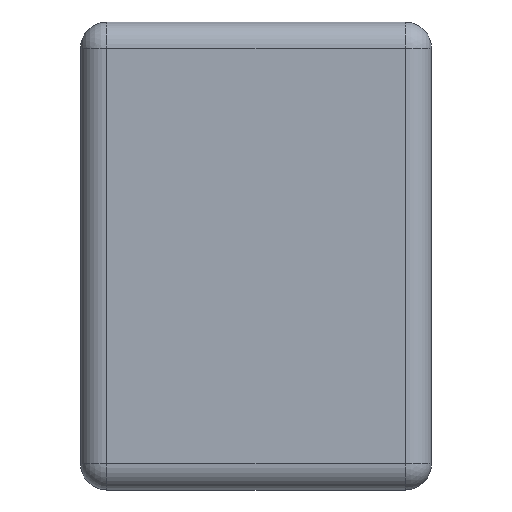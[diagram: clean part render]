
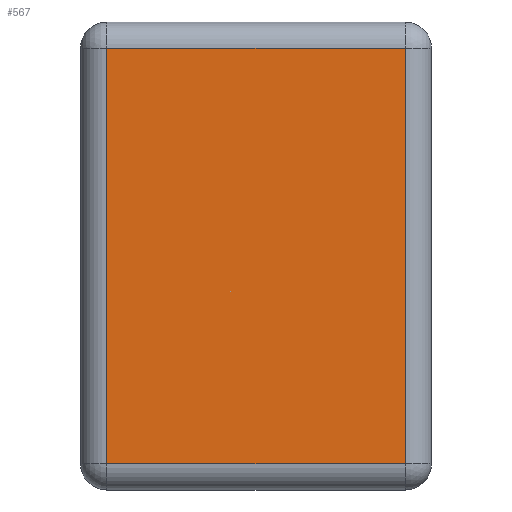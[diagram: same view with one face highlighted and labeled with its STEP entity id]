
A CAD part, left-side view. The second image highlights one B-rep face of the part: STEP entity #567.
In plain terms, the highlighted planar face has unit normal (-1, 0, 0).
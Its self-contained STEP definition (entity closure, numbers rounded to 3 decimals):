
#224 = VERTEX_POINT ( 'NONE', #956 ) ;
#228 = EDGE_CURVE ( 'NONE', #439, #1044, #811, .T. ) ;
#263 = CARTESIAN_POINT ( 'NONE',  ( -2.25, 0.112, -1. ) ) ;
#311 = DIRECTION ( 'NONE',  ( 0., 1., 0. ) ) ;
#357 = CARTESIAN_POINT ( 'NONE',  ( -2.25, 1.5, -0.887 ) ) ;
#402 = LINE ( 'NONE', #1002, #909 ) ;
#439 = VERTEX_POINT ( 'NONE', #888 ) ;
#521 = CARTESIAN_POINT ( 'NONE',  ( -2.25, 0.112, 0.888 ) ) ;
#545 = VECTOR ( 'NONE', #1184, 1000. ) ;
#567 = ADVANCED_FACE ( 'NONE', ( #1165 ), #700, .F. ) ;
#605 = VECTOR ( 'NONE', #829, 1000. ) ;
#625 = CARTESIAN_POINT ( 'NONE',  ( -2.25, 1.387, -1. ) ) ;
#629 = ORIENTED_EDGE ( 'NONE', *, *, #778, .T. ) ;
#651 = VECTOR ( 'NONE', #674, 1000. ) ;
#674 = DIRECTION ( 'NONE',  ( 0., -1., 0. ) ) ;
#689 = ORIENTED_EDGE ( 'NONE', *, *, #1065, .T. ) ;
#700 = PLANE ( 'NONE',  #1034 ) ;
#710 = EDGE_CURVE ( 'NONE', #1044, #1259, #402, .T. ) ;
#735 = EDGE_LOOP ( 'NONE', ( #689, #629, #930, #1279 ) ) ;
#769 = CARTESIAN_POINT ( 'NONE',  ( -2.25, 1.387, 0.888 ) ) ;
#778 = EDGE_CURVE ( 'NONE', #224, #439, #1055, .T. ) ;
#807 = CARTESIAN_POINT ( 'NONE',  ( -2.25, 1.5, -1. ) ) ;
#811 = LINE ( 'NONE', #263, #545 ) ;
#829 = DIRECTION ( 'NONE',  ( 0., 0., -1. ) ) ;
#888 = CARTESIAN_POINT ( 'NONE',  ( -2.25, 0.112, -0.887 ) ) ;
#909 = VECTOR ( 'NONE', #311, 1000. ) ;
#930 = ORIENTED_EDGE ( 'NONE', *, *, #228, .T. ) ;
#956 = CARTESIAN_POINT ( 'NONE',  ( -2.25, 1.387, -0.887 ) ) ;
#1002 = CARTESIAN_POINT ( 'NONE',  ( -2.25, 1.5, 0.888 ) ) ;
#1034 = AXIS2_PLACEMENT_3D ( 'NONE', #807, #1208, #1194 ) ;
#1044 = VERTEX_POINT ( 'NONE', #521 ) ;
#1055 = LINE ( 'NONE', #357, #651 ) ;
#1065 = EDGE_CURVE ( 'NONE', #1259, #224, #1091, .T. ) ;
#1091 = LINE ( 'NONE', #625, #605 ) ;
#1165 = FACE_OUTER_BOUND ( 'NONE', #735, .T. ) ;
#1184 = DIRECTION ( 'NONE',  ( 0., 0., 1. ) ) ;
#1194 = DIRECTION ( 'NONE',  ( 0., 0., -1. ) ) ;
#1208 = DIRECTION ( 'NONE',  ( 1., 0., 0. ) ) ;
#1259 = VERTEX_POINT ( 'NONE', #769 ) ;
#1279 = ORIENTED_EDGE ( 'NONE', *, *, #710, .T. ) ;
